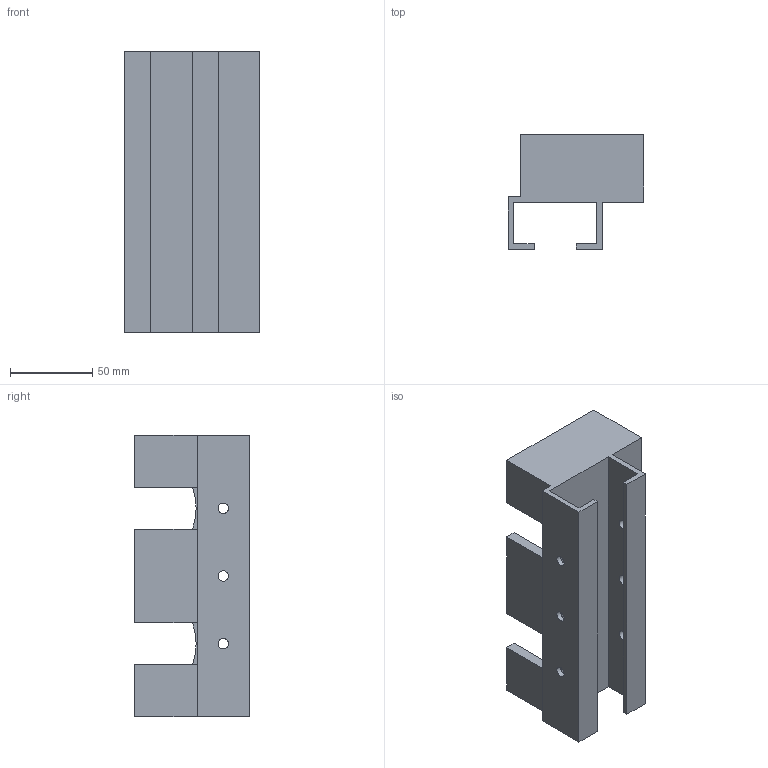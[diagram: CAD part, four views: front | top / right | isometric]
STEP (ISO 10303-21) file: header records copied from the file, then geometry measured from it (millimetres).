
FILE_DESCRIPTION(/* description */ (''),/* implementation_level */ '2;1');
FILE_NAME(/* name */ 'Solenoid Holder_ipt_b182790a.STEP',/* time_stamp */ '2018-02-13T23:11:25-05:00',/* author */ ('trk49'),/* organization */ (''),/* preprocessor_version */ 'ST-DEVELOPER v16.13',/* originating_system */ 'Autodesk Inventor 2018',/* authorisation */ '');
FILE_SCHEMA (('AUTOMOTIVE_DESIGN { 1 0 10303 214 3 1 1 }'));
Length unit declared in the file: inch
Products named in the file (1): Solenoid Holder
Bounding box: 82.55 x 69.85 x 171.45 mm (x, y, z)
Volume: 264028.5 mm3; surface area: 80625.8 mm2
Topology: 1 solids, 1 shells, 40 faces, 110 edges, 72 vertices
Faces by surface type: plane 32, cylinder 8
Full cylindrical faces by diameter (mm): 6.35 x6
Entity records: 1297 total; most frequent: CARTESIAN_POINT 217, ORIENTED_EDGE 208, DIRECTION 206, EDGE_CURVE 104, LINE 84, VECTOR 84, VERTEX_POINT 72, AXIS2_PLACEMENT_3D 61
